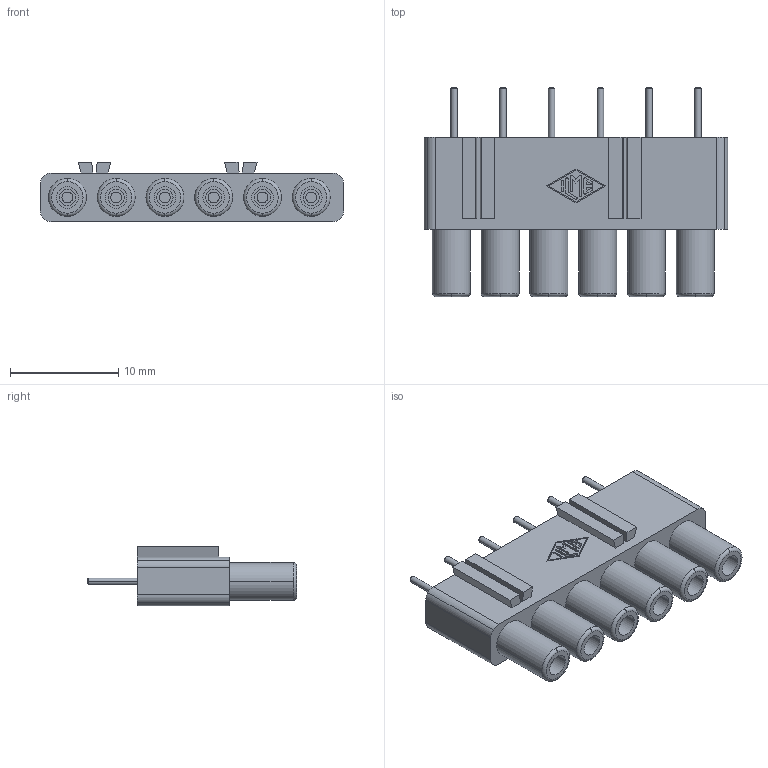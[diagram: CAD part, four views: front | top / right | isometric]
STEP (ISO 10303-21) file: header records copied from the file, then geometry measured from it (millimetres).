
FILE_DESCRIPTION((''),'2;1');
FILE_NAME('CIF 2.4.stp','2007-01-02T17:30:47',('gembarski'),(''),'Autodesk Inventor 7','Autodesk Inventor 7','');
FILE_SCHEMA(('AUTOMOTIVE_DESIGN { 1 0 10303 214 1 1 1 1 }'));
Length unit declared in the file: millimetre
Products named in the file (1): CIF 2.4
Bounding box: 28 x 19.3 x 5.5 mm (x, y, z)
Volume: 1274.4 mm3; surface area: 2048.7 mm2
Topology: 1 solids, 1 shells, 221 faces, 525 edges, 348 vertices
Faces by surface type: plane 103, cylinder 94, torus 12, cone 12
Entity records: 6496 total; most frequent: DIRECTION 1211, CARTESIAN_POINT 1095, ORIENTED_EDGE 1050, EDGE_CURVE 525, AXIS2_PLACEMENT_3D 464, VERTEX_POINT 348, VECTOR 283, LINE 283
